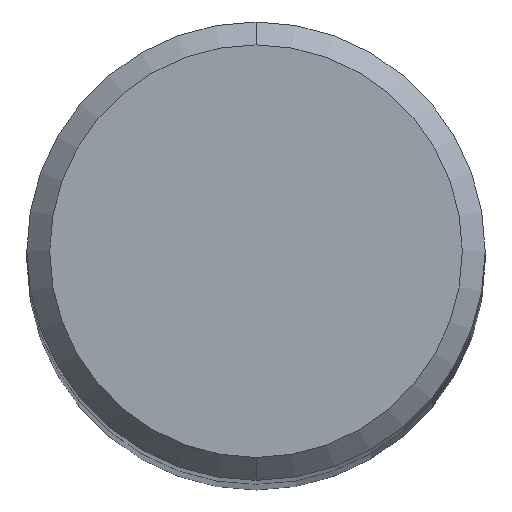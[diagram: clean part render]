
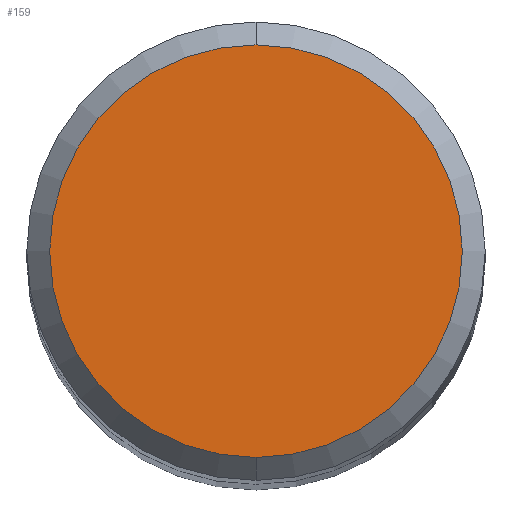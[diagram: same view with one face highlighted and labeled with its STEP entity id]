
A CAD part, top view. The second image highlights one B-rep face of the part: STEP entity #159.
In plain terms, the highlighted planar face has unit normal (0, 0, 1).
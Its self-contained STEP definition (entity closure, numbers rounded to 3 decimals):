
#91=EDGE_CURVE('',#165,#151,#212,.T.);
#147=EDGE_CURVE('',#151,#165,#273,.T.);
#151=VERTEX_POINT('',#277);
#159=ADVANCED_FACE('',(#287),#288,.T.);
#165=VERTEX_POINT('',#295);
#212=CIRCLE('',#336,9.0);
#273=CIRCLE('',#416,9.0);
#277=CARTESIAN_POINT('',(0.0,9.0,0.0));
#287=FACE_OUTER_BOUND('',#433,.T.);
#288=PLANE('',#434);
#295=CARTESIAN_POINT('',(0.,-9.0,0.0));
#336=AXIS2_PLACEMENT_3D('',#482,#483,#484);
#416=AXIS2_PLACEMENT_3D('',#547,#548,#549);
#433=EDGE_LOOP('',(#570,#571));
#434=AXIS2_PLACEMENT_3D('',#572,#573,#574);
#482=CARTESIAN_POINT('',(0.0,0.0,0.0));
#483=DIRECTION('',(0.0,0.0,-1.0));
#484=DIRECTION('',(0.0,1.0,0.0));
#547=CARTESIAN_POINT('',(0.0,0.0,0.0));
#548=DIRECTION('',(0.0,0.0,-1.0));
#549=DIRECTION('',(0.0,1.0,0.0));
#570=ORIENTED_EDGE('',*,*,#147,.F.);
#571=ORIENTED_EDGE('',*,*,#91,.F.);
#572=CARTESIAN_POINT('',(0.0,4.5,0.0));
#573=DIRECTION('',(-0.0,0.0,1.0));
#574=DIRECTION('',(0.0,-1.0,0.0));
